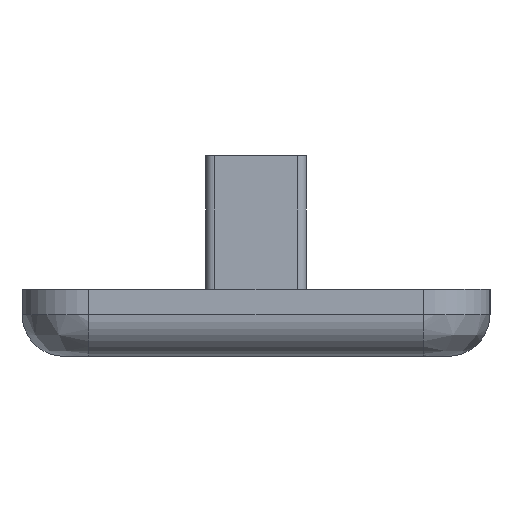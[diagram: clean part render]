
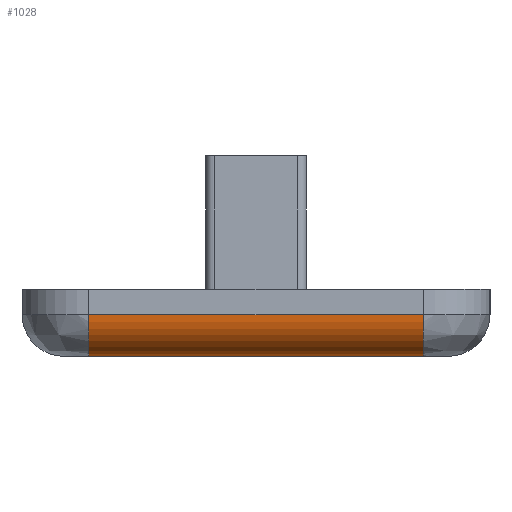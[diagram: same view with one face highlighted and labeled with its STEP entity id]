
A CAD part, left-side view. The second image highlights one B-rep face of the part: STEP entity #1028.
In plain terms, the highlighted cylindrical face has radius 2.5 mm (diameter 5 mm), a partial arc.
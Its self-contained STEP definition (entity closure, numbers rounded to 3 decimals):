
#64 = DIRECTION ( 'NONE',  ( -1., 0., 0. ) ) ;
#170 = EDGE_CURVE ( 'NONE', #2208, #1493, #1906, .T. ) ;
#175 = DIRECTION ( 'NONE',  ( 0., 0., 1. ) ) ;
#187 = CARTESIAN_POINT ( 'NONE',  ( -97.5, 10., -1.5 ) ) ;
#226 = AXIS2_PLACEMENT_3D ( 'NONE', #1088, #720, #175 ) ;
#294 = VERTEX_POINT ( 'NONE', #847 ) ;
#366 = CARTESIAN_POINT ( 'NONE',  ( -97.5, 10., -4. ) ) ;
#561 = ORIENTED_EDGE ( 'NONE', *, *, #170, .F. ) ;
#599 = AXIS2_PLACEMENT_3D ( 'NONE', #1166, #1886, #976 ) ;
#615 = FACE_OUTER_BOUND ( 'NONE', #2255, .T. ) ;
#619 = CARTESIAN_POINT ( 'NONE',  ( -97.5, -10., -4. ) ) ;
#647 = CARTESIAN_POINT ( 'NONE',  ( -100., 10., -1.5 ) ) ;
#720 = DIRECTION ( 'NONE',  ( 0., 1., 0. ) ) ;
#745 = VECTOR ( 'NONE', #1248, 1000. ) ;
#799 = DIRECTION ( 'NONE',  ( 0., -1., 0. ) ) ;
#847 = CARTESIAN_POINT ( 'NONE',  ( -100., -10., -1.5 ) ) ;
#854 = EDGE_CURVE ( 'NONE', #294, #1493, #1969, .T. ) ;
#976 = DIRECTION ( 'NONE',  ( 0., 0., 1. ) ) ;
#1028 = ADVANCED_FACE ( 'NONE', ( #615 ), #1359, .T. ) ;
#1088 = CARTESIAN_POINT ( 'NONE',  ( -97.5, -10., -1.5 ) ) ;
#1162 = ORIENTED_EDGE ( 'NONE', *, *, #2062, .T. ) ;
#1166 = CARTESIAN_POINT ( 'NONE',  ( -97.5, -14., -1.5 ) ) ;
#1218 = EDGE_CURVE ( 'NONE', #1887, #294, #1269, .T. ) ;
#1248 = DIRECTION ( 'NONE',  ( 0., 1., 0. ) ) ;
#1269 = CIRCLE ( 'NONE', #226, 2.5 ) ;
#1323 = ORIENTED_EDGE ( 'NONE', *, *, #1218, .T. ) ;
#1355 = CARTESIAN_POINT ( 'NONE',  ( -97.5, -14., -4. ) ) ;
#1359 = CYLINDRICAL_SURFACE ( 'NONE', #599, 2.5 ) ;
#1426 = CARTESIAN_POINT ( 'NONE',  ( -100., -14., -1.5 ) ) ;
#1480 = DIRECTION ( 'NONE',  ( 0., 1., 0. ) ) ;
#1493 = VERTEX_POINT ( 'NONE', #647 ) ;
#1497 = VECTOR ( 'NONE', #799, 1000. ) ;
#1829 = AXIS2_PLACEMENT_3D ( 'NONE', #187, #1480, #64 ) ;
#1862 = LINE ( 'NONE', #1355, #1497 ) ;
#1886 = DIRECTION ( 'NONE',  ( 0., 1., 0. ) ) ;
#1887 = VERTEX_POINT ( 'NONE', #619 ) ;
#1906 = CIRCLE ( 'NONE', #1829, 2.5 ) ;
#1924 = ORIENTED_EDGE ( 'NONE', *, *, #854, .T. ) ;
#1969 = LINE ( 'NONE', #1426, #745 ) ;
#2062 = EDGE_CURVE ( 'NONE', #2208, #1887, #1862, .T. ) ;
#2208 = VERTEX_POINT ( 'NONE', #366 ) ;
#2255 = EDGE_LOOP ( 'NONE', ( #1323, #1924, #561, #1162 ) ) ;
